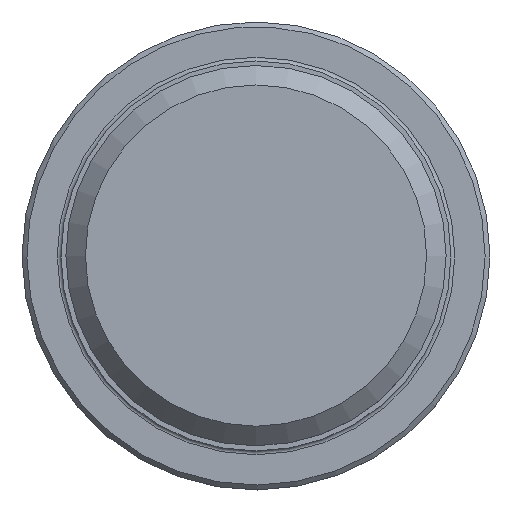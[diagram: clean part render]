
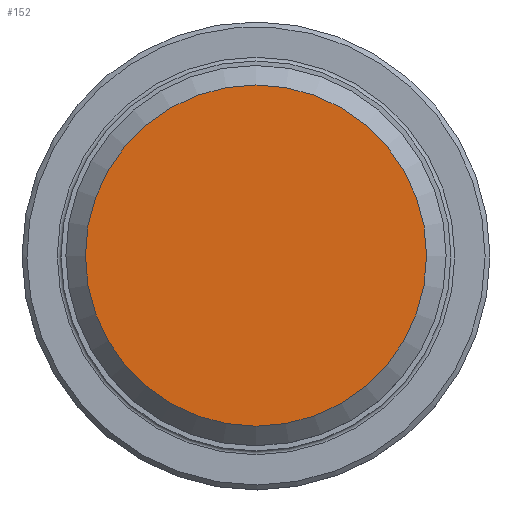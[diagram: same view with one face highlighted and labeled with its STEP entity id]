
A CAD part, top view. The second image highlights one B-rep face of the part: STEP entity #152.
In plain terms, the highlighted planar face has unit normal (0, 0, 1).
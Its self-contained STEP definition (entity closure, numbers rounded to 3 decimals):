
#152=ADVANCED_FACE('',(#189),#172,.T.);
#172=PLANE('',#560);
#189=FACE_OUTER_BOUND('',#237,.T.);
#237=EDGE_LOOP('',(#347));
#347=ORIENTED_EDGE('',*,*,#447,.T.);
#392=VERTEX_POINT('',#886);
#447=EDGE_CURVE('',#392,#392,#487,.T.);
#487=CIRCLE('',#559,17.5);
#559=AXIS2_PLACEMENT_3D('',#885,#713,#714);
#560=AXIS2_PLACEMENT_3D('',#887,#715,#716);
#713=DIRECTION('',(0.,0.,1.));
#714=DIRECTION('',(0.,-1.,0.));
#715=DIRECTION('',(0.,0.,1.));
#716=DIRECTION('',(0.,-1.,0.));
#885=CARTESIAN_POINT('',(0.,0.,27.5));
#886=CARTESIAN_POINT('',(0.,-17.5,27.5));
#887=CARTESIAN_POINT('',(0.,0.,27.5));
